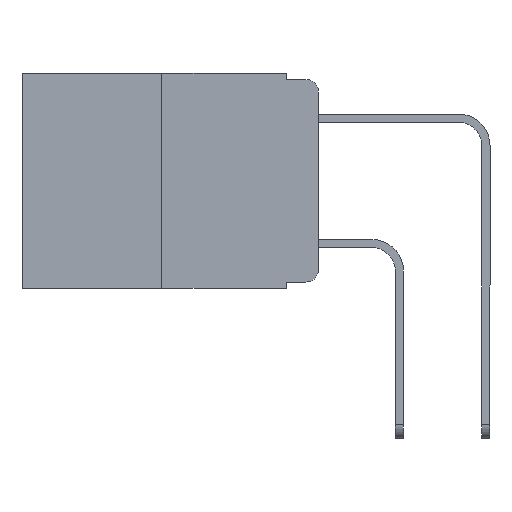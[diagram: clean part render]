
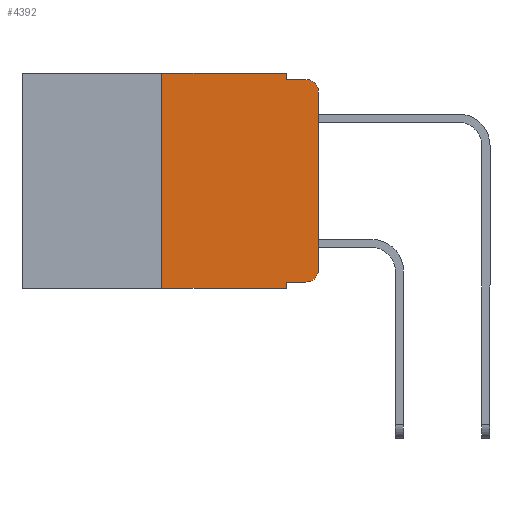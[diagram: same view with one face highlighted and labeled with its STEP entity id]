
A CAD part, left-side view. The second image highlights one B-rep face of the part: STEP entity #4392.
In plain terms, the highlighted planar face has unit normal (-1, 0, 0).
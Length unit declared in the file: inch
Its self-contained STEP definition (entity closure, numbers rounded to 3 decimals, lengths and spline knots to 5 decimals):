
#25 = ORIENTED_EDGE ( 'NONE', *, *, #9070, .T. ) ;
#525 = EDGE_CURVE ( 'NONE', #4201, #4916, #10689, .T. ) ;
#558 = CARTESIAN_POINT ( 'NONE',  ( 0., 0.051, 0. ) ) ;
#827 = CARTESIAN_POINT ( 'NONE',  ( 0., 0.02, -0.333 ) ) ;
#1036 = CARTESIAN_POINT ( 'NONE',  ( 0., 0.02, -0.313 ) ) ;
#1094 = CARTESIAN_POINT ( 'NONE',  ( 0., 0.051, -0.343 ) ) ;
#1119 = CARTESIAN_POINT ( 'NONE',  ( 0., 0.02, -0.03 ) ) ;
#1621 = EDGE_LOOP ( 'NONE', ( #4218, #6697, #4509, #6992, #11608, #4806, #2587, #5100, #25, #2877 ) ) ;
#1697 = EDGE_CURVE ( 'NONE', #10081, #11092, #10530, .T. ) ;
#2108 = DIRECTION ( 'NONE',  ( 0., 0., -1. ) ) ;
#2215 = DIRECTION ( 'NONE',  ( 0., 0., -1. ) ) ;
#2221 = CARTESIAN_POINT ( 'NONE',  ( 0., 0.051, 0. ) ) ;
#2327 = DIRECTION ( 'NONE',  ( 0., 0., 1. ) ) ;
#2550 = CARTESIAN_POINT ( 'NONE',  ( 0., 0.051, -0.01 ) ) ;
#2587 = ORIENTED_EDGE ( 'NONE', *, *, #1697, .T. ) ;
#2616 = CARTESIAN_POINT ( 'NONE',  ( 0., 0.051, -0.333 ) ) ;
#2877 = ORIENTED_EDGE ( 'NONE', *, *, #8486, .T. ) ;
#2879 = DIRECTION ( 'NONE',  ( 1., 0., 0. ) ) ;
#2976 = VERTEX_POINT ( 'NONE', #2616 ) ;
#3261 = VERTEX_POINT ( 'NONE', #827 ) ;
#3540 = CARTESIAN_POINT ( 'NONE',  ( 0., 0.051, 0. ) ) ;
#3826 = CARTESIAN_POINT ( 'NONE',  ( 0., 0.473, 0. ) ) ;
#3955 = VERTEX_POINT ( 'NONE', #9768 ) ;
#4201 = VERTEX_POINT ( 'NONE', #9145 ) ;
#4218 = ORIENTED_EDGE ( 'NONE', *, *, #525, .T. ) ;
#4358 = VECTOR ( 'NONE', #9311, 39.37008 ) ;
#4392 = ADVANCED_FACE ( 'NONE', ( #10892 ), #4793, .F. ) ;
#4509 = ORIENTED_EDGE ( 'NONE', *, *, #11379, .F. ) ;
#4537 = CARTESIAN_POINT ( 'NONE',  ( 0., 0.02, -0.01 ) ) ;
#4625 = LINE ( 'NONE', #2221, #11707 ) ;
#4650 = LINE ( 'NONE', #3540, #6551 ) ;
#4767 = CARTESIAN_POINT ( 'NONE',  ( 0., 0.051, -0.333 ) ) ;
#4793 = PLANE ( 'NONE',  #7508 ) ;
#4806 = ORIENTED_EDGE ( 'NONE', *, *, #10231, .F. ) ;
#4916 = VERTEX_POINT ( 'NONE', #10754 ) ;
#5100 = ORIENTED_EDGE ( 'NONE', *, *, #9658, .F. ) ;
#5431 = CARTESIAN_POINT ( 'NONE',  ( 0., 0.473, 0. ) ) ;
#5454 = CARTESIAN_POINT ( 'NONE',  ( 0., 0., 0. ) ) ;
#5709 = DIRECTION ( 'NONE',  ( 0., -1., 0. ) ) ;
#5734 = DIRECTION ( 'NONE',  ( 0., 0., -1. ) ) ;
#5890 = AXIS2_PLACEMENT_3D ( 'NONE', #1119, #7830, #2215 ) ;
#6309 = DIRECTION ( 'NONE',  ( 0., -1., 0. ) ) ;
#6511 = LINE ( 'NONE', #2550, #8883 ) ;
#6538 = LINE ( 'NONE', #5431, #8352 ) ;
#6551 = VECTOR ( 'NONE', #7268, 39.37008 ) ;
#6566 = DIRECTION ( 'NONE',  ( 0., 0., 1. ) ) ;
#6697 = ORIENTED_EDGE ( 'NONE', *, *, #11925, .T. ) ;
#6992 = ORIENTED_EDGE ( 'NONE', *, *, #10811, .F. ) ;
#7116 = VECTOR ( 'NONE', #2327, 39.37008 ) ;
#7268 = DIRECTION ( 'NONE',  ( 0., 0., -1. ) ) ;
#7508 = AXIS2_PLACEMENT_3D ( 'NONE', #3826, #2879, #5734 ) ;
#7763 = DIRECTION ( 'NONE',  ( -1., 0., 0. ) ) ;
#7830 = DIRECTION ( 'NONE',  ( -1., 0., 0. ) ) ;
#7840 = DIRECTION ( 'NONE',  ( 0., 0., -1. ) ) ;
#8193 = VERTEX_POINT ( 'NONE', #558 ) ;
#8214 = VECTOR ( 'NONE', #5709, 39.37008 ) ;
#8352 = VECTOR ( 'NONE', #9103, 39.37008 ) ;
#8486 = EDGE_CURVE ( 'NONE', #3261, #4201, #11361, .T. ) ;
#8803 = CARTESIAN_POINT ( 'NONE',  ( 0., 0.25, 0. ) ) ;
#8883 = VECTOR ( 'NONE', #6309, 39.37008 ) ;
#9070 = EDGE_CURVE ( 'NONE', #2976, #3261, #9469, .T. ) ;
#9103 = DIRECTION ( 'NONE',  ( 0., -1., 0. ) ) ;
#9141 = CIRCLE ( 'NONE', #5890, 0.02 ) ;
#9145 = CARTESIAN_POINT ( 'NONE',  ( 0., 0., -0.313 ) ) ;
#9311 = DIRECTION ( 'NONE',  ( 0., -1., 0. ) ) ;
#9469 = LINE ( 'NONE', #4767, #4358 ) ;
#9658 = EDGE_CURVE ( 'NONE', #2976, #11092, #4650, .T. ) ;
#9768 = CARTESIAN_POINT ( 'NONE',  ( 0., 0.051, -0.01 ) ) ;
#10081 = VERTEX_POINT ( 'NONE', #10358 ) ;
#10116 = VERTEX_POINT ( 'NONE', #10432 ) ;
#10231 = EDGE_CURVE ( 'NONE', #10081, #10116, #11970, .T. ) ;
#10358 = CARTESIAN_POINT ( 'NONE',  ( 0., 0.25, -0.343 ) ) ;
#10377 = VERTEX_POINT ( 'NONE', #4537 ) ;
#10385 = EDGE_CURVE ( 'NONE', #10116, #8193, #6538, .T. ) ;
#10423 = VECTOR ( 'NONE', #6566, 39.37008 ) ;
#10432 = CARTESIAN_POINT ( 'NONE',  ( 0., 0.25, 0. ) ) ;
#10530 = LINE ( 'NONE', #11903, #8214 ) ;
#10689 = LINE ( 'NONE', #5454, #10423 ) ;
#10754 = CARTESIAN_POINT ( 'NONE',  ( 0., 0., -0.03 ) ) ;
#10811 = EDGE_CURVE ( 'NONE', #8193, #3955, #4625, .T. ) ;
#10892 = FACE_OUTER_BOUND ( 'NONE', #1621, .T. ) ;
#11092 = VERTEX_POINT ( 'NONE', #1094 ) ;
#11361 = CIRCLE ( 'NONE', #11461, 0.02 ) ;
#11379 = EDGE_CURVE ( 'NONE', #3955, #10377, #6511, .T. ) ;
#11461 = AXIS2_PLACEMENT_3D ( 'NONE', #1036, #7763, #2108 ) ;
#11608 = ORIENTED_EDGE ( 'NONE', *, *, #10385, .F. ) ;
#11707 = VECTOR ( 'NONE', #7840, 39.37008 ) ;
#11903 = CARTESIAN_POINT ( 'NONE',  ( 0., 0.473, -0.343 ) ) ;
#11925 = EDGE_CURVE ( 'NONE', #4916, #10377, #9141, .T. ) ;
#11970 = LINE ( 'NONE', #8803, #7116 ) ;
